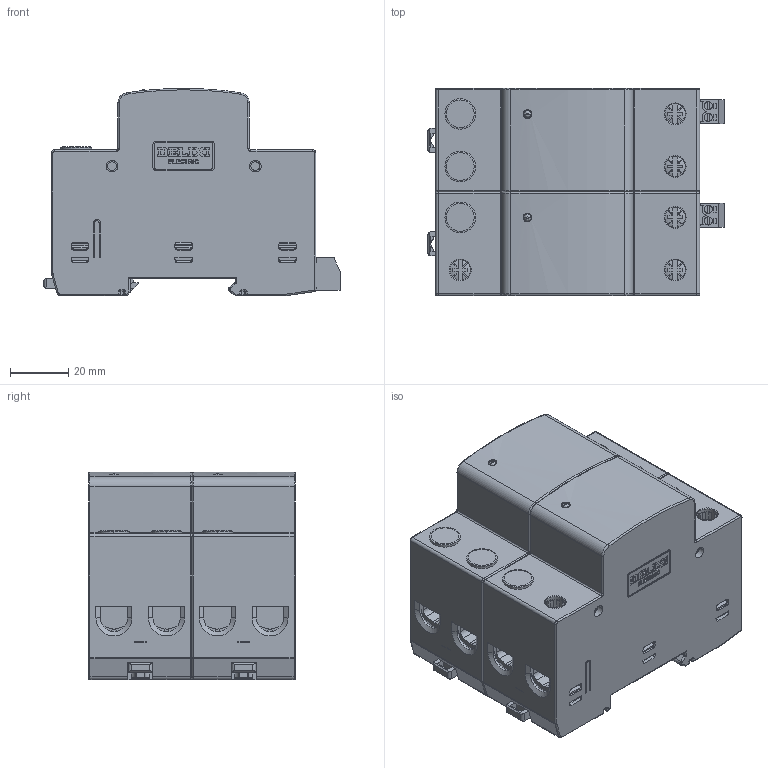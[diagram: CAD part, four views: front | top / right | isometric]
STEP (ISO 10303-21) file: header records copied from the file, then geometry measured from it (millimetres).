
FILE_DESCRIPTION((''),'2;1');
FILE_NAME('236-SHIMO-2P-XY','2025-06-25T',('weiren.liu'),(''),'PRO/ENGINEER BY PARAMETRIC TECHNOLOGY CORPORATION, 2017170','PRO/ENGINEER BY PARAMETRIC TECHNOLOGY CORPORATION, 2017170','');
FILE_SCHEMA(('CONFIG_CONTROL_DESIGN'));
Products named in the file (1): 236-SHIMO-2P-XY
Bounding box: 101.3 x 70.8 x 70.9 mm (x, y, z)
Volume: 110335.5 mm3; surface area: 124288.6 mm2
Topology: 1 solids, 19 shells, 5451 faces, 15308 edges, 9903 vertices
Faces by surface type: plane 4161, cylinder 984, torus 172, cone 70, bspline 44, sphere 20
Entity records: 177341 total; most frequent: CARTESIAN_POINT 35238, ORIENTED_EDGE 30608, DIRECTION 28562, EDGE_CURVE 15304, VECTOR 11726, LINE 11726, VERTEX_POINT 9903, AXIS2_PLACEMENT_3D 8418
